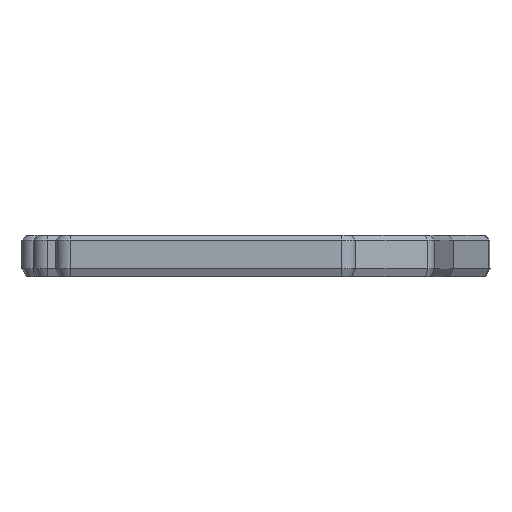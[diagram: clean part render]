
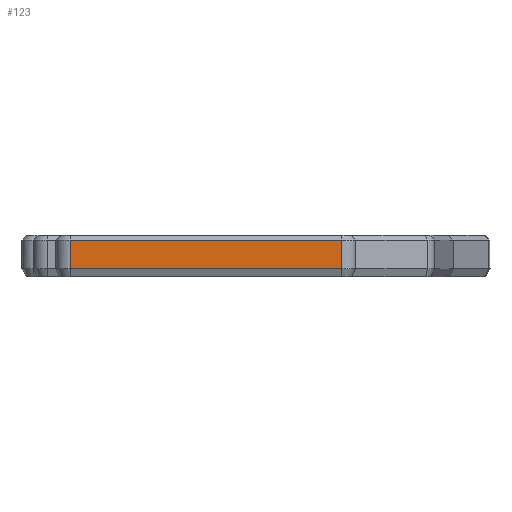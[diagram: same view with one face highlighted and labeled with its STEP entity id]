
A CAD part, left-side view. The second image highlights one B-rep face of the part: STEP entity #123.
In plain terms, the highlighted planar face has unit normal (-1, 0, 0).
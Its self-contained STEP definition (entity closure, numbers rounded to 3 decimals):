
#123=ADVANCED_FACE('',(#260),#2068,.T.);
#260=FACE_OUTER_BOUND('',#401,.T.);
#401=EDGE_LOOP('',(#815,#816,#817,#818));
#815=ORIENTED_EDGE('',*,*,#1365,.F.);
#816=ORIENTED_EDGE('',*,*,#1311,.F.);
#817=ORIENTED_EDGE('',*,*,#1367,.T.);
#818=ORIENTED_EDGE('',*,*,#1368,.F.);
#1311=EDGE_CURVE('',#1925,#1923,#1696,.T.);
#1365=EDGE_CURVE('',#1923,#1956,#1733,.T.);
#1367=EDGE_CURVE('',#1925,#1957,#1734,.T.);
#1368=EDGE_CURVE('',#1956,#1957,#1735,.T.);
#1696=B_SPLINE_CURVE_WITH_KNOTS('',1,(#3463,#3464),.UNSPECIFIED.,.F.,.F.,
(2,2),(0.,57.154),.UNSPECIFIED.);
#1733=B_SPLINE_CURVE_WITH_KNOTS('',1,(#3608,#3609),.UNSPECIFIED.,.F.,.F.,
(2,2),(1.,8.9),.UNSPECIFIED.);
#1734=B_SPLINE_CURVE_WITH_KNOTS('',1,(#3613,#3614),.UNSPECIFIED.,.F.,.F.,
(2,2),(1.,8.9),.UNSPECIFIED.);
#1735=B_SPLINE_CURVE_WITH_KNOTS('',1,(#3615,#3616),.UNSPECIFIED.,.F.,.F.,
(2,2),(-5.432,52.135),.UNSPECIFIED.);
#1923=VERTEX_POINT('',#2777);
#1925=VERTEX_POINT('',#2779);
#1956=VERTEX_POINT('',#2810);
#1957=VERTEX_POINT('',#2811);
#2068=PLANE('',#2226);
#2226=AXIS2_PLACEMENT_3D('',#2540,#2344,$);
#2344=DIRECTION('',(-1.,0.,0.));
#2540=CARTESIAN_POINT('',(-111.122,1116.695,9.282));
#2777=CARTESIAN_POINT('',(-111.122,1116.695,9.282));
#2779=CARTESIAN_POINT('',(-111.122,1173.848,9.282));
#2810=CARTESIAN_POINT('',(-111.122,1116.695,3.28));
#2811=CARTESIAN_POINT('',(-111.122,1173.848,3.28));
#3463=CARTESIAN_POINT('',(-111.122,1173.848,9.282));
#3464=CARTESIAN_POINT('',(-111.122,1116.695,9.282));
#3608=CARTESIAN_POINT('',(-111.122,1116.695,9.282));
#3609=CARTESIAN_POINT('',(-111.122,1116.695,3.28));
#3613=CARTESIAN_POINT('',(-111.122,1173.848,9.282));
#3614=CARTESIAN_POINT('',(-111.122,1173.848,3.28));
#3615=CARTESIAN_POINT('',(-111.122,1116.695,3.28));
#3616=CARTESIAN_POINT('',(-111.122,1173.848,3.28));
